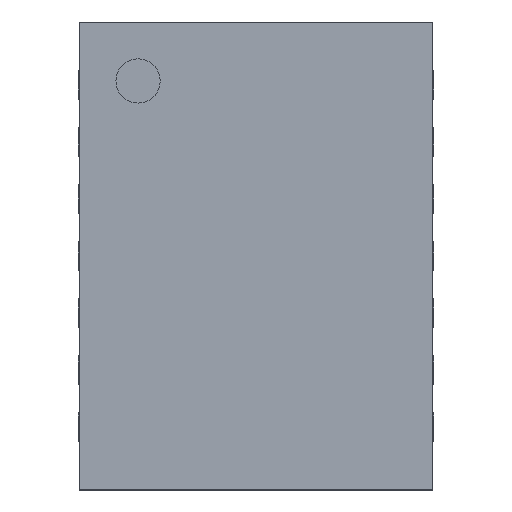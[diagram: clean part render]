
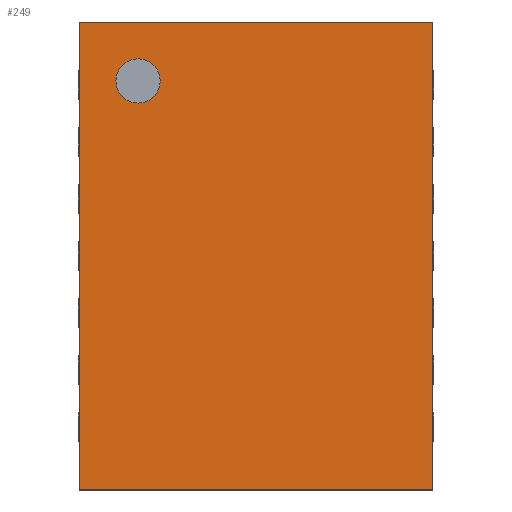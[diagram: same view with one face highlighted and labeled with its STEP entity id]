
A CAD part, top view. The second image highlights one B-rep face of the part: STEP entity #249.
In plain terms, the highlighted planar face has unit normal (0, 0, 1).
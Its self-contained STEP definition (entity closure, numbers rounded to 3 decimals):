
#185 = VERTEX_POINT('',#186);
#186 = CARTESIAN_POINT('',(0.,0.,1.));
#201 = VERTEX_POINT('',#202);
#202 = CARTESIAN_POINT('',(0.,4.1,1.));
#208 = EDGE_CURVE('',#185,#201,#209,.T.);
#209 = LINE('',#210,#211);
#210 = CARTESIAN_POINT('',(0.,0.,1.));
#211 = VECTOR('',#212,1.);
#212 = DIRECTION('',(-0.,1.,0.));
#231 = EDGE_CURVE('',#185,#232,#234,.T.);
#232 = VERTEX_POINT('',#233);
#233 = CARTESIAN_POINT('',(3.1,0.,1.));
#234 = LINE('',#235,#236);
#235 = CARTESIAN_POINT('',(0.,0.,1.));
#236 = VECTOR('',#237,1.);
#237 = DIRECTION('',(1.,0.,-0.));
#249 = ADVANCED_FACE('',(#250,#268),#279,.T.);
#250 = FACE_BOUND('',#251,.T.);
#251 = EDGE_LOOP('',(#252,#253,#254,#262));
#252 = ORIENTED_EDGE('',*,*,#208,.F.);
#253 = ORIENTED_EDGE('',*,*,#231,.T.);
#254 = ORIENTED_EDGE('',*,*,#255,.T.);
#255 = EDGE_CURVE('',#232,#256,#258,.T.);
#256 = VERTEX_POINT('',#257);
#257 = CARTESIAN_POINT('',(3.1,4.1,1.));
#258 = LINE('',#259,#260);
#259 = CARTESIAN_POINT('',(3.1,0.,1.));
#260 = VECTOR('',#261,1.);
#261 = DIRECTION('',(-0.,1.,0.));
#262 = ORIENTED_EDGE('',*,*,#263,.F.);
#263 = EDGE_CURVE('',#201,#256,#264,.T.);
#264 = LINE('',#265,#266);
#265 = CARTESIAN_POINT('',(0.,4.1,1.));
#266 = VECTOR('',#267,1.);
#267 = DIRECTION('',(1.,0.,-0.));
#268 = FACE_BOUND('',#269,.T.);
#269 = EDGE_LOOP('',(#270));
#270 = ORIENTED_EDGE('',*,*,#271,.F.);
#271 = EDGE_CURVE('',#272,#272,#274,.T.);
#272 = VERTEX_POINT('',#273);
#273 = CARTESIAN_POINT('',(0.71,3.583,1.));
#274 = CIRCLE('',#275,0.194);
#275 = AXIS2_PLACEMENT_3D('',#276,#277,#278);
#276 = CARTESIAN_POINT('',(0.517,3.583,1.));
#277 = DIRECTION('',(0.,0.,1.));
#278 = DIRECTION('',(1.,0.,-0.));
#279 = PLANE('',#280);
#280 = AXIS2_PLACEMENT_3D('',#281,#282,#283);
#281 = CARTESIAN_POINT('',(0.,0.,1.));
#282 = DIRECTION('',(0.,0.,1.));
#283 = DIRECTION('',(1.,0.,-0.));
